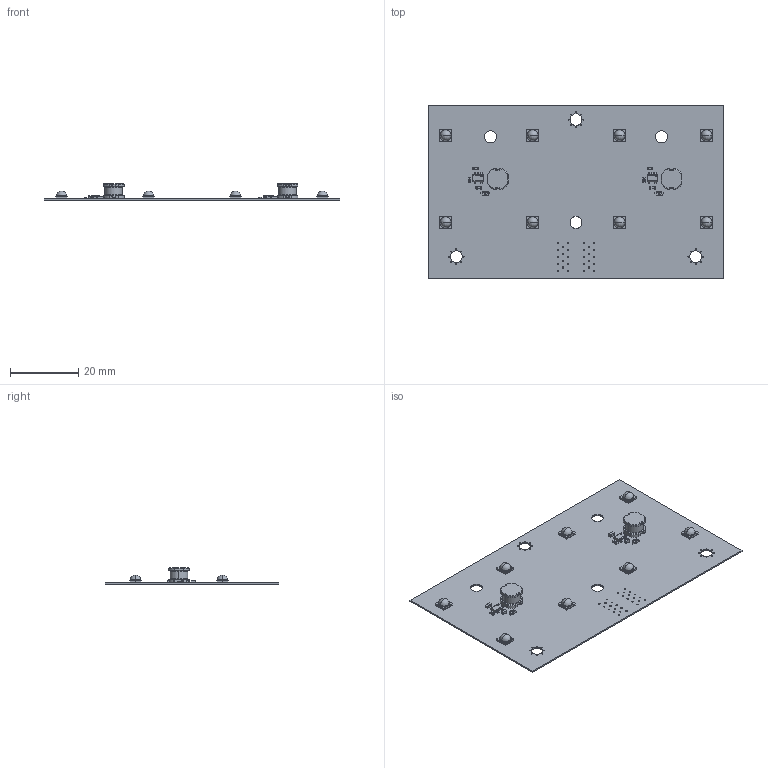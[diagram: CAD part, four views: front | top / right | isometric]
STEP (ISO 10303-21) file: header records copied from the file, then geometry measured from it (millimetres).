
FILE_DESCRIPTION(('Open CASCADE Model'),'2;1');
FILE_NAME('Open CASCADE Shape Model','2020-07-28T19:58:27',('Author'),( 'Open CASCADE'),'Open CASCADE STEP processor 6.8','Open CASCADE 6.8' ,'Unknown');
FILE_SCHEMA(('AUTOMOTIVE_DESIGN { 1 0 10303 214 1 1 1 1 }'));
Products named in the file (1): PCB
Bounding box: 86.36 x 50.8 x 4.91 mm (x, y, z)
Volume: 2123.4 mm3; surface area: 9947.7 mm2
Topology: 63 solids, 363 shells, 1826 faces, 6382 edges, 4912 vertices
Faces by surface type: plane 1296, cylinder 390, sphere 64, cone 48, torus 24, bspline 4
Full cylindrical faces by diameter (mm): 0.254 x24, 0.381 x28, 0.392 x2, 0.5 x16, 3.5 x6
Entity records: 70466 total; most frequent: CARTESIAN_POINT 13801, DIRECTION 10908, ORIENTED_EDGE 9404, EDGE_CURVE 6318, LINE 5046, VECTOR 5046, VERTEX_POINT 4912, AXIS2_PLACEMENT_3D 2931
